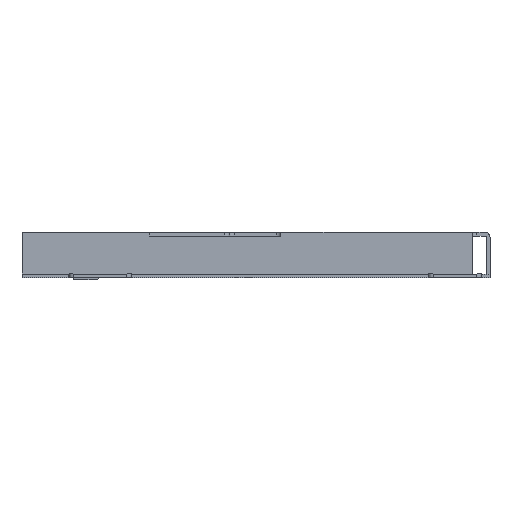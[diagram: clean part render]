
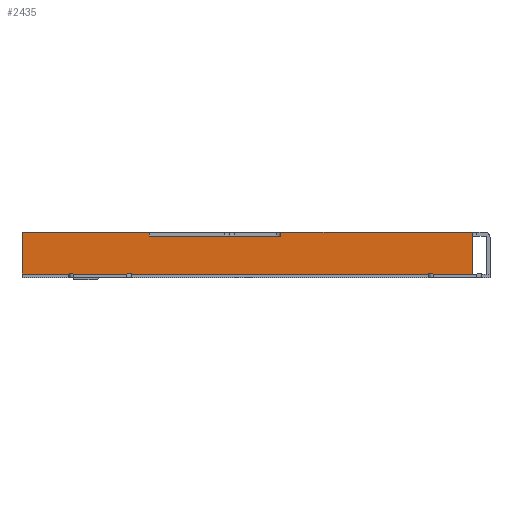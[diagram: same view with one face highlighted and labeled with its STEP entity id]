
A CAD part, left-side view. The second image highlights one B-rep face of the part: STEP entity #2435.
In plain terms, the highlighted planar face has unit normal (-1, 0, 0).
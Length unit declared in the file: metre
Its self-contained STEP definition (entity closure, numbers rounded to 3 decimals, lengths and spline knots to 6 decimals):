
#1807 = EDGE_CURVE( '', #3687, #3517, #4516, .T. );
#1879 = EDGE_CURVE( '', #4622, #4623, #4624, .T. );
#1925 = EDGE_CURVE( '', #4622, #4297, #4691, .T. );
#1939 = EDGE_CURVE( '', #3687, #4712, #4713, .T. );
#2135 = EDGE_CURVE( '', #4988, #3517, #4989, .T. );
#2435 = ADVANCED_FACE( '', ( #5386 ), #5387, .T. );
#2557 = EDGE_CURVE( '', #4384, #4896, #5538, .T. );
#2647 = EDGE_CURVE( '', #4866, #4584, #5647, .T. );
#2713 = EDGE_CURVE( '', #4712, #4384, #5728, .T. );
#2893 = EDGE_CURVE( '', #4896, #4866, #5948, .T. );
#2899 = EDGE_CURVE( '', #4623, #4584, #5954, .T. );
#3291 = EDGE_CURVE( '', #4297, #4988, #6397, .T. );
#3517 = VERTEX_POINT( '', #6654 );
#3687 = VERTEX_POINT( '', #6881 );
#4297 = VERTEX_POINT( '', #7727 );
#4384 = VERTEX_POINT( '', #7853 );
#4516 = LINE( '', #8056, #8057 );
#4584 = VERTEX_POINT( '', #8154 );
#4622 = VERTEX_POINT( '', #8207 );
#4623 = VERTEX_POINT( '', #8208 );
#4624 = LINE( '', #8209, #8210 );
#4691 = LINE( '', #8309, #8310 );
#4712 = VERTEX_POINT( '', #8341 );
#4713 = LINE( '', #8342, #8343 );
#4866 = VERTEX_POINT( '', #8570 );
#4896 = VERTEX_POINT( '', #8617 );
#4988 = VERTEX_POINT( '', #8758 );
#4989 = LINE( '', #8759, #8760 );
#5386 = FACE_OUTER_BOUND( '', #9365, .T. );
#5387 = PLANE( '', #9366 );
#5538 = LINE( '', #9599, #9600 );
#5647 = LINE( '', #9759, #9760 );
#5728 = LINE( '', #9877, #9878 );
#5948 = LINE( '', #10215, #10216 );
#5954 = LINE( '', #10226, #10227 );
#6397 = LINE( '', #10947, #10948 );
#6654 = CARTESIAN_POINT( '', ( -0.007019, 0.003448, 0.00145 ) );
#6881 = CARTESIAN_POINT( '', ( -0.007019, 0.007507, 0.00145 ) );
#7727 = CARTESIAN_POINT( '', ( -0.007019, -0.000765, 0.00133 ) );
#7853 = CARTESIAN_POINT( '', ( -0.007019, 0.006007, 0.00012 ) );
#8056 = CARTESIAN_POINT( '', ( -0.007019, 0.007507, 0.00145 ) );
#8057 = VECTOR( '', #12230, 1. );
#8154 = CARTESIAN_POINT( '', ( -0.007019, -0.006873, 0.00012 ) );
#8207 = CARTESIAN_POINT( '', ( -0.007019, -0.000765, 0.00145 ) );
#8208 = CARTESIAN_POINT( '', ( -0.007019, -0.006873, 0.00145 ) );
#8209 = CARTESIAN_POINT( '', ( -0.007019, 0.007507, 0.00145 ) );
#8210 = VECTOR( '', #12387, 1. );
#8309 = CARTESIAN_POINT( '', ( -0.007019, -0.000765, 0.00145 ) );
#8310 = VECTOR( '', #12451, 1. );
#8341 = CARTESIAN_POINT( '', ( -0.007019, 0.007507, 0.00012 ) );
#8342 = CARTESIAN_POINT( '', ( -0.007019, 0.007507, 0.00145 ) );
#8343 = VECTOR( '', #12467, 1. );
#8570 = CARTESIAN_POINT( '', ( -0.007019, -0.005473, 0.00012 ) );
#8617 = CARTESIAN_POINT( '', ( -0.007019, 0.004007, 0.00012 ) );
#8758 = CARTESIAN_POINT( '', ( -0.007019, 0.003448, 0.00133 ) );
#8759 = CARTESIAN_POINT( '', ( -0.007019, 0.003448, 0.00145 ) );
#8760 = VECTOR( '', #12781, 1. );
#9365 = EDGE_LOOP( '', ( #13281, #13282, #13283, #13284, #13285, #13286, #13287, #13288, #13289, #13290, #13291 ) );
#9366 = AXIS2_PLACEMENT_3D( '', #13292, #13293, #13294 );
#9599 = CARTESIAN_POINT( '', ( -0.007019, -0.001218, 0.00012 ) );
#9600 = VECTOR( '', #13509, 1. );
#9759 = CARTESIAN_POINT( '', ( -0.007019, -0.006883, 0.00012 ) );
#9760 = VECTOR( '', #13707, 1. );
#9877 = CARTESIAN_POINT( '', ( -0.007019, -0.000343, 0.00012 ) );
#9878 = VECTOR( '', #13846, 1. );
#10215 = CARTESIAN_POINT( '', ( -0.007019, -0.004088, 0.00012 ) );
#10216 = VECTOR( '', #14168, 1. );
#10226 = CARTESIAN_POINT( '', ( -0.007019, -0.006873, 0.00145 ) );
#10227 = VECTOR( '', #14173, 1. );
#10947 = CARTESIAN_POINT( '', ( -0.007019, -0.003692, 0.00133 ) );
#10948 = VECTOR( '', #14845, 1. );
#12230 = DIRECTION( '', ( 0., -1., 0. ) );
#12387 = DIRECTION( '', ( 0., -1., 0. ) );
#12451 = DIRECTION( '', ( 0., 0., -1. ) );
#12467 = DIRECTION( '', ( 0., 0., -1. ) );
#12781 = DIRECTION( '', ( 0., 0., 1. ) );
#13281 = ORIENTED_EDGE( '', *, *, #2135, .T. );
#13282 = ORIENTED_EDGE( '', *, *, #1807, .F. );
#13283 = ORIENTED_EDGE( '', *, *, #1939, .T. );
#13284 = ORIENTED_EDGE( '', *, *, #2713, .T. );
#13285 = ORIENTED_EDGE( '', *, *, #2557, .T. );
#13286 = ORIENTED_EDGE( '', *, *, #2893, .T. );
#13287 = ORIENTED_EDGE( '', *, *, #2647, .T. );
#13288 = ORIENTED_EDGE( '', *, *, #2899, .F. );
#13289 = ORIENTED_EDGE( '', *, *, #1879, .F. );
#13290 = ORIENTED_EDGE( '', *, *, #1925, .T. );
#13291 = ORIENTED_EDGE( '', *, *, #3291, .T. );
#13292 = CARTESIAN_POINT( '', ( -0.007019, -0.007443, 0.00145 ) );
#13293 = DIRECTION( '', ( -1., 0., 0. ) );
#13294 = DIRECTION( '', ( 0., 1., 0. ) );
#13509 = DIRECTION( '', ( 0., -1., 0. ) );
#13707 = DIRECTION( '', ( 0., -1., 0. ) );
#13846 = DIRECTION( '', ( 0., -1., 0. ) );
#14168 = DIRECTION( '', ( 0., -1., 0. ) );
#14173 = DIRECTION( '', ( 0., 0., -1. ) );
#14845 = DIRECTION( '', ( 0., 1., 0. ) );
